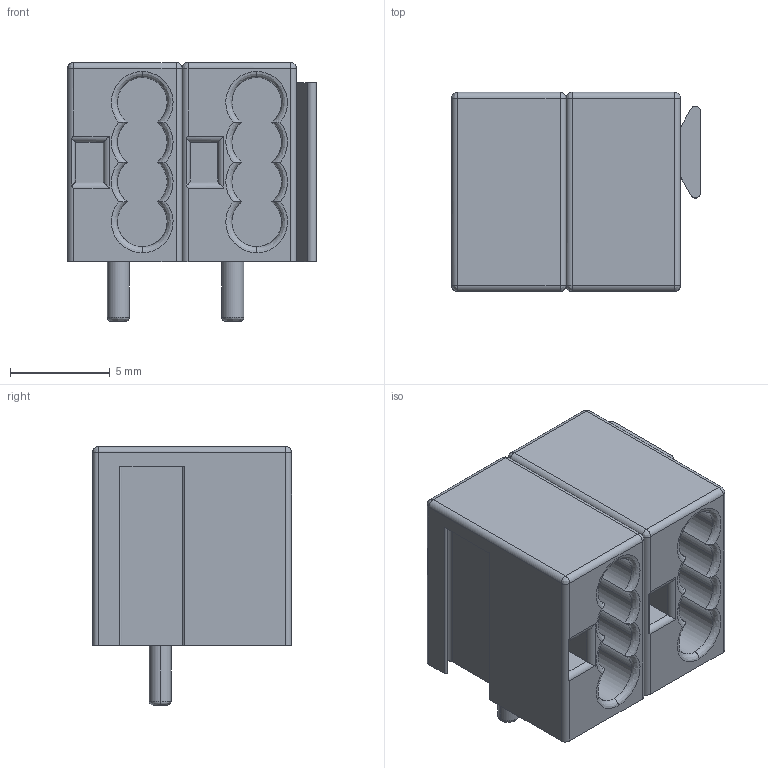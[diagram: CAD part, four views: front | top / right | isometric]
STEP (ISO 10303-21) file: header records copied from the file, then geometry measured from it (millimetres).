
FILE_DESCRIPTION(('CATIA V5 STEP Exchange','CAx-IF Rec.Pracs.--- Model Styling and Organization---1.4--- 2014-01-23'),'2;1');
FILE_NAME('User Library-KNX_RB.stp','2023-07-02T07:43:22+00:00',('none'),('none'),'CATIA Version 5-6 Release 2018','CATIA V5 STEP AP214','none');
FILE_SCHEMA(('AUTOMOTIVE_DESIGN { 1 0 10303 214 1 1 1 1 }'));
Length unit declared in the file: millimetre
Products named in the file (3): User Library-KNX_RB; KNX_BLACK; KNX_RED
Assembly tree (2 placements, depth 2):
  User Library-KNX_RB
    KNX_BLACK
    KNX_RED
Bounding box: 12.5 x 10 x 13 mm (x, y, z)
Volume: 823.6 mm3; surface area: 1451.5 mm2
Topology: 2 solids, 2 shells, 134 faces, 380 edges, 246 vertices
Faces by surface type: cylinder 64, plane 42, bspline 28
Entity records: 4880 total; most frequent: CARTESIAN_POINT 1726, ORIENTED_EDGE 744, DIRECTION 428, EDGE_CURVE 372, VERTEX_POINT 246, AXIS2_PLACEMENT_3D 176, VECTOR 162, LINE 162
